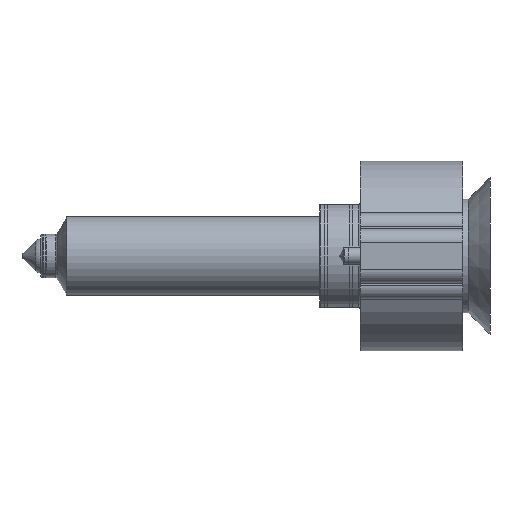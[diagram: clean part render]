
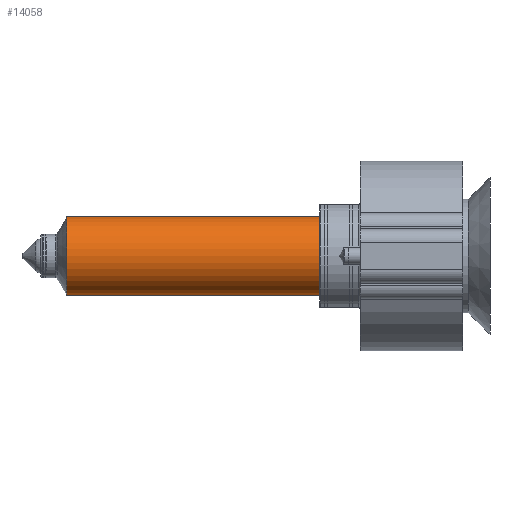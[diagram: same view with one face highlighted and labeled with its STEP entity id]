
A CAD part, front view. The second image highlights one B-rep face of the part: STEP entity #14058.
In plain terms, the highlighted cylindrical face has radius 14.5 mm (diameter 29 mm), a full revolution.
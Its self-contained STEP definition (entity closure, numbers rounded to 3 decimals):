
#213 = EDGE_CURVE ( 'NONE', #9994, #9994, #6886, .T. ) ;
#2173 = CIRCLE ( 'NONE', #4808, 14.5 ) ;
#2548 = DIRECTION ( 'NONE',  ( 0., 0., -1. ) ) ;
#3719 = DIRECTION ( 'NONE',  ( 0., 0., -1. ) ) ;
#4211 = CARTESIAN_POINT ( 'NONE',  ( 0., 0., -16.464 ) ) ;
#4517 = VERTEX_POINT ( 'NONE', #9670 ) ;
#4808 = AXIS2_PLACEMENT_3D ( 'NONE', #10456, #3719, #11575 ) ;
#5287 = DIRECTION ( 'NONE',  ( -1., 0., 0. ) ) ;
#6142 = DIRECTION ( 'NONE',  ( -1., 0., 0. ) ) ;
#6425 = CARTESIAN_POINT ( 'NONE',  ( 0., 0., 0. ) ) ;
#6886 = CIRCLE ( 'NONE', #14107, 14.5 ) ;
#8930 = EDGE_LOOP ( 'NONE', ( #14258 ) ) ;
#9162 = EDGE_LOOP ( 'NONE', ( #9998 ) ) ;
#9319 = CARTESIAN_POINT ( 'NONE',  ( -14.5, 0., -16.464 ) ) ;
#9363 = EDGE_CURVE ( 'NONE', #4517, #4517, #2173, .T. ) ;
#9670 = CARTESIAN_POINT ( 'NONE',  ( -14.5, 0., -110. ) ) ;
#9994 = VERTEX_POINT ( 'NONE', #9319 ) ;
#9998 = ORIENTED_EDGE ( 'NONE', *, *, #9363, .F. ) ;
#10456 = CARTESIAN_POINT ( 'NONE',  ( 0., 0., -110. ) ) ;
#10617 = AXIS2_PLACEMENT_3D ( 'NONE', #6425, #14355, #5287 ) ;
#11575 = DIRECTION ( 'NONE',  ( -1., 0., 0. ) ) ;
#13003 = CYLINDRICAL_SURFACE ( 'NONE', #10617, 14.5 ) ;
#13037 = FACE_OUTER_BOUND ( 'NONE', #8930, .T. ) ;
#13384 = FACE_OUTER_BOUND ( 'NONE', #9162, .T. ) ;
#14058 = ADVANCED_FACE ( 'NONE', ( #13384, #13037 ), #13003, .T. ) ;
#14107 = AXIS2_PLACEMENT_3D ( 'NONE', #4211, #2548, #6142 ) ;
#14258 = ORIENTED_EDGE ( 'NONE', *, *, #213, .T. ) ;
#14355 = DIRECTION ( 'NONE',  ( 0., 0., -1. ) ) ;
